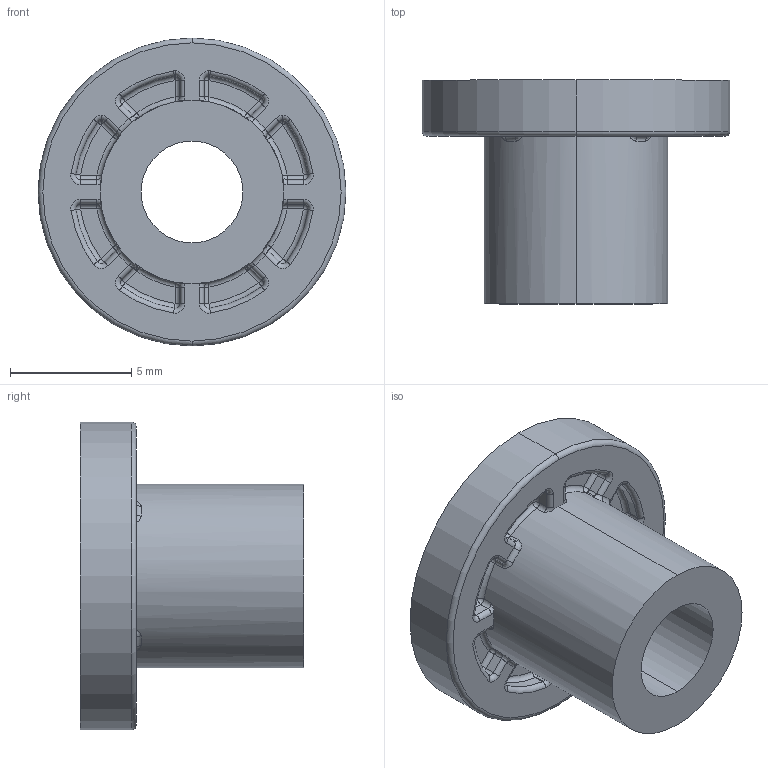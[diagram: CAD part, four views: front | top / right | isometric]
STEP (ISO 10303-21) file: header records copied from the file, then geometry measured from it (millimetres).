
FILE_DESCRIPTION (( 'STEP AP203' ), '1' );
FILE_NAME ('276-7454-003 Web.STEP', '2022-07-05T19:28:04', ( '' ), ( '' ), 'SwSTEP 2.0', 'SolidWorks 2021', '' );
FILE_SCHEMA (( 'CONFIG_CONTROL_DESIGN' ));
Length unit declared in the file: millimetre
Products named in the file (1): 276-7454-003 Web
Bounding box: 12.7 x 9.22 x 12.7 mm (x, y, z)
Volume: 459.8 mm3; surface area: 635.4 mm2
Topology: 1 solids, 1 shells, 215 faces, 508 edges, 276 vertices
Faces by surface type: cylinder 84, torus 58, sphere 38, plane 27, bspline 8
Entity records: 6159 total; most frequent: CARTESIAN_POINT 1212, DIRECTION 1180, ORIENTED_EDGE 952, AXIS2_PLACEMENT_3D 520, EDGE_CURVE 476, CIRCLE 312, VERTEX_POINT 264, EDGE_LOOP 218
